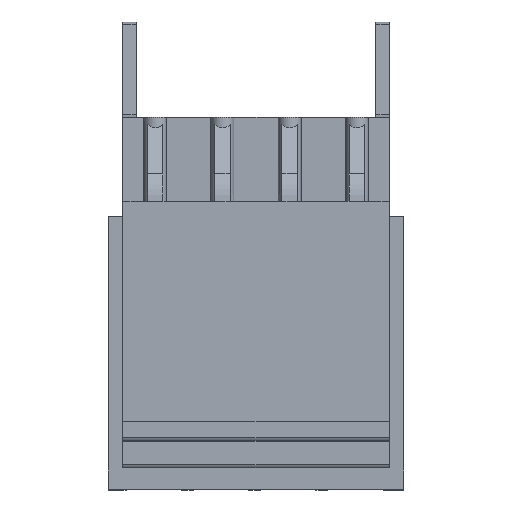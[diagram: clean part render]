
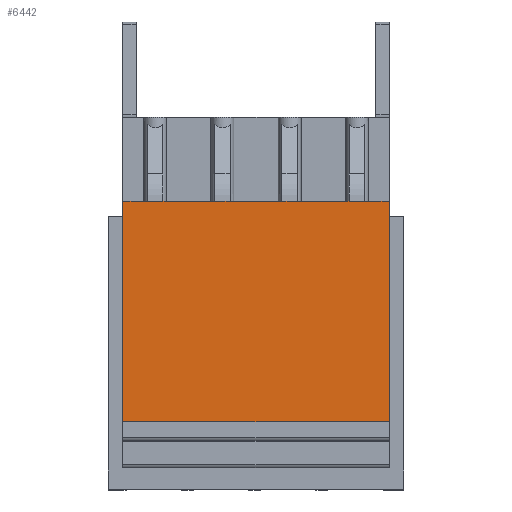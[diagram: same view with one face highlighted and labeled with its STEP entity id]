
A CAD part, top view. The second image highlights one B-rep face of the part: STEP entity #6442.
In plain terms, the highlighted planar face has unit normal (0, 0, 1).
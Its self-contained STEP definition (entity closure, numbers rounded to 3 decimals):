
#6201=AXIS2_PLACEMENT_3D('Plane Axis2P3D',#6198,#6199,#6200) ;
#6198=CARTESIAN_POINT('Axis2P3D Location',(0.,2.5,33.)) ;
#6331=CARTESIAN_POINT('Vertex',(14.65,3.5,33.)) ;
#6334=CARTESIAN_POINT('Line Origine',(7.7,3.5,33.)) ;
#6338=CARTESIAN_POINT('Vertex',(0.75,3.5,33.)) ;
#6353=CARTESIAN_POINT('Line Origine',(14.65,9.25,33.)) ;
#6357=CARTESIAN_POINT('Vertex',(14.65,15.,33.)) ;
#6360=CARTESIAN_POINT('Line Origine',(14.,15.,33.)) ;
#6364=CARTESIAN_POINT('Vertex',(13.35,15.,33.)) ;
#6367=CARTESIAN_POINT('Line Origine',(12.95,15.,33.)) ;
#6371=CARTESIAN_POINT('Vertex',(12.55,15.,33.)) ;
#6374=CARTESIAN_POINT('Line Origine',(11.2,15.,33.)) ;
#6378=CARTESIAN_POINT('Vertex',(9.85,15.,33.)) ;
#6381=CARTESIAN_POINT('Line Origine',(9.45,15.,33.)) ;
#6385=CARTESIAN_POINT('Vertex',(9.05,15.,33.)) ;
#6388=CARTESIAN_POINT('Line Origine',(7.7,15.,33.)) ;
#6392=CARTESIAN_POINT('Vertex',(6.35,15.,33.)) ;
#6395=CARTESIAN_POINT('Line Origine',(5.95,15.,33.)) ;
#6399=CARTESIAN_POINT('Vertex',(5.55,15.,33.)) ;
#6402=CARTESIAN_POINT('Line Origine',(4.2,15.,33.)) ;
#6406=CARTESIAN_POINT('Vertex',(2.85,15.,33.)) ;
#6409=CARTESIAN_POINT('Line Origine',(2.45,15.,33.)) ;
#6413=CARTESIAN_POINT('Vertex',(2.05,15.,33.)) ;
#6416=CARTESIAN_POINT('Line Origine',(1.4,15.,33.)) ;
#6420=CARTESIAN_POINT('Vertex',(0.75,15.,33.)) ;
#6423=CARTESIAN_POINT('Line Origine',(0.75,9.25,33.)) ;
#6199=DIRECTION('Axis2P3D Direction',(-0.,0.,1.)) ;
#6200=DIRECTION('Axis2P3D XDirection',(0.,-1.,0.)) ;
#6335=DIRECTION('Vector Direction',(1.,0.,0.)) ;
#6354=DIRECTION('Vector Direction',(0.,-1.,0.)) ;
#6361=DIRECTION('Vector Direction',(1.,0.,0.)) ;
#6368=DIRECTION('Vector Direction',(1.,0.,0.)) ;
#6375=DIRECTION('Vector Direction',(1.,0.,0.)) ;
#6382=DIRECTION('Vector Direction',(1.,0.,0.)) ;
#6389=DIRECTION('Vector Direction',(1.,0.,0.)) ;
#6396=DIRECTION('Vector Direction',(1.,0.,0.)) ;
#6403=DIRECTION('Vector Direction',(1.,0.,0.)) ;
#6410=DIRECTION('Vector Direction',(1.,0.,0.)) ;
#6417=DIRECTION('Vector Direction',(1.,0.,0.)) ;
#6424=DIRECTION('Vector Direction',(0.,-1.,0.)) ;
#6336=VECTOR('Line Direction',#6335,1.) ;
#6355=VECTOR('Line Direction',#6354,1.) ;
#6362=VECTOR('Line Direction',#6361,1.) ;
#6369=VECTOR('Line Direction',#6368,1.) ;
#6376=VECTOR('Line Direction',#6375,1.) ;
#6383=VECTOR('Line Direction',#6382,1.) ;
#6390=VECTOR('Line Direction',#6389,1.) ;
#6397=VECTOR('Line Direction',#6396,1.) ;
#6404=VECTOR('Line Direction',#6403,1.) ;
#6411=VECTOR('Line Direction',#6410,1.) ;
#6418=VECTOR('Line Direction',#6417,1.) ;
#6425=VECTOR('Line Direction',#6424,1.) ;
#6429=ORIENTED_EDGE('',*,*,#6359,.T.) ;
#6430=ORIENTED_EDGE('',*,*,#6366,.F.) ;
#6431=ORIENTED_EDGE('',*,*,#6373,.F.) ;
#6432=ORIENTED_EDGE('',*,*,#6380,.F.) ;
#6433=ORIENTED_EDGE('',*,*,#6387,.F.) ;
#6434=ORIENTED_EDGE('',*,*,#6394,.F.) ;
#6435=ORIENTED_EDGE('',*,*,#6401,.F.) ;
#6436=ORIENTED_EDGE('',*,*,#6408,.F.) ;
#6437=ORIENTED_EDGE('',*,*,#6415,.F.) ;
#6438=ORIENTED_EDGE('',*,*,#6422,.F.) ;
#6439=ORIENTED_EDGE('',*,*,#6427,.F.) ;
#6440=ORIENTED_EDGE('',*,*,#6340,.T.) ;
#6442=ADVANCED_FACE('HOUSING',(#6441),#6202,.T.) ;
#6340=EDGE_CURVE('',#6339,#6332,#6337,.T.) ;
#6359=EDGE_CURVE('',#6332,#6358,#6356,.F.) ;
#6366=EDGE_CURVE('',#6365,#6358,#6363,.T.) ;
#6373=EDGE_CURVE('',#6372,#6365,#6370,.T.) ;
#6380=EDGE_CURVE('',#6379,#6372,#6377,.T.) ;
#6387=EDGE_CURVE('',#6386,#6379,#6384,.T.) ;
#6394=EDGE_CURVE('',#6393,#6386,#6391,.T.) ;
#6401=EDGE_CURVE('',#6400,#6393,#6398,.T.) ;
#6408=EDGE_CURVE('',#6407,#6400,#6405,.T.) ;
#6415=EDGE_CURVE('',#6414,#6407,#6412,.T.) ;
#6422=EDGE_CURVE('',#6421,#6414,#6419,.T.) ;
#6427=EDGE_CURVE('',#6339,#6421,#6426,.F.) ;
#6428=EDGE_LOOP('',(#6429,#6430,#6431,#6432,#6433,#6434,#6435,#6436,#6437,#6438,#6439,#6440)) ;
#6441=FACE_OUTER_BOUND('',#6428,.T.) ;
#6337=LINE('Line',#6334,#6336) ;
#6356=LINE('Line',#6353,#6355) ;
#6363=LINE('Line',#6360,#6362) ;
#6370=LINE('Line',#6367,#6369) ;
#6377=LINE('Line',#6374,#6376) ;
#6384=LINE('Line',#6381,#6383) ;
#6391=LINE('Line',#6388,#6390) ;
#6398=LINE('Line',#6395,#6397) ;
#6405=LINE('Line',#6402,#6404) ;
#6412=LINE('Line',#6409,#6411) ;
#6419=LINE('Line',#6416,#6418) ;
#6426=LINE('Line',#6423,#6425) ;
#6202=PLANE('',#6201) ;
#6332=VERTEX_POINT('',#6331) ;
#6339=VERTEX_POINT('',#6338) ;
#6358=VERTEX_POINT('',#6357) ;
#6365=VERTEX_POINT('',#6364) ;
#6372=VERTEX_POINT('',#6371) ;
#6379=VERTEX_POINT('',#6378) ;
#6386=VERTEX_POINT('',#6385) ;
#6393=VERTEX_POINT('',#6392) ;
#6400=VERTEX_POINT('',#6399) ;
#6407=VERTEX_POINT('',#6406) ;
#6414=VERTEX_POINT('',#6413) ;
#6421=VERTEX_POINT('',#6420) ;
